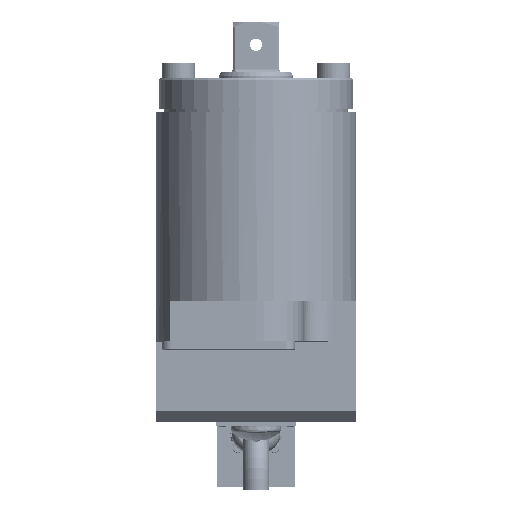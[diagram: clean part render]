
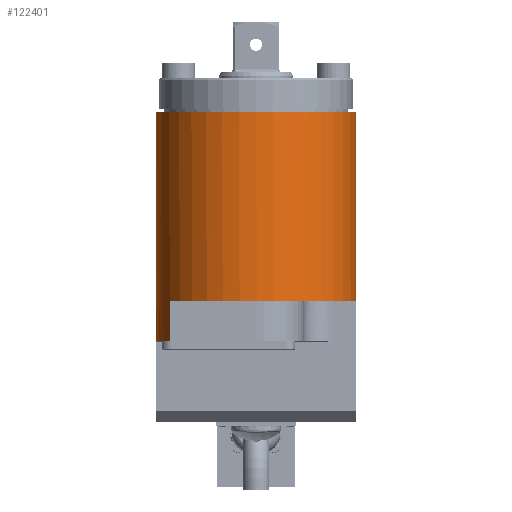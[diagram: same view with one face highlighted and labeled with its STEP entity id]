
A CAD part, left-side view. The second image highlights one B-rep face of the part: STEP entity #122401.
In plain terms, the highlighted cylindrical face has radius 54.5 mm (diameter 109 mm), a partial arc.
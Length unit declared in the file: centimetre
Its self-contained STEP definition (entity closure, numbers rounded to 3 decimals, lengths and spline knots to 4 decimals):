
#11983=LINE('',#212357,#20771);
#11997=LINE('',#212407,#20785);
#11999=LINE('',#212444,#20787);
#20771=VECTOR('',#153834,10.2);
#20785=VECTOR('',#153876,12.4);
#20787=VECTOR('',#153916,2.2);
#27697=CYLINDRICAL_SURFACE('',#132538,5.45);
#31086=FACE_OUTER_BOUND('',#37978,.T.);
#37978=EDGE_LOOP('',(#93502,#93503,#93504,#93505,#93506,#93507));
#45371=CIRCLE('',#132527,5.45);
#45382=CIRCLE('',#132539,5.45);
#45383=CIRCLE('',#132540,5.45);
#53087=VERTEX_POINT('',#212354);
#53088=VERTEX_POINT('',#212356);
#53109=VERTEX_POINT('',#212404);
#53110=VERTEX_POINT('',#212406);
#53125=VERTEX_POINT('',#212440);
#53126=VERTEX_POINT('',#212442);
#67841=EDGE_CURVE('',#53087,#53088,#11983,.T.);
#67866=EDGE_CURVE('',#53110,#53109,#11997,.T.);
#67872=EDGE_CURVE('',#53087,#53110,#45371,.T.);
#67883=EDGE_CURVE('',#53088,#53125,#45382,.T.);
#67884=EDGE_CURVE('',#53126,#53109,#45383,.T.);
#67885=EDGE_CURVE('',#53125,#53126,#11999,.T.);
#93502=ORIENTED_EDGE('',*,*,#67883,.F.);
#93503=ORIENTED_EDGE('',*,*,#67841,.F.);
#93504=ORIENTED_EDGE('',*,*,#67872,.T.);
#93505=ORIENTED_EDGE('',*,*,#67866,.T.);
#93506=ORIENTED_EDGE('',*,*,#67884,.F.);
#93507=ORIENTED_EDGE('',*,*,#67885,.F.);
#122401=ADVANCED_FACE('',(#31086),#27697,.T.);
#132527=AXIS2_PLACEMENT_3D('',#212418,#153888,#153889);
#132538=AXIS2_PLACEMENT_3D('',#212439,#153910,#153911);
#132539=AXIS2_PLACEMENT_3D('',#212441,#153912,#153913);
#132540=AXIS2_PLACEMENT_3D('',#212443,#153914,#153915);
#153834=DIRECTION('',(0.,0.,-1.));
#153876=DIRECTION('',(0.,0.,-1.));
#153888=DIRECTION('center_axis',(0.,0.,
-1.));
#153889=DIRECTION('ref_axis',(0.,-1.,0.));
#153910=DIRECTION('center_axis',(0.,0.,
-1.));
#153911=DIRECTION('ref_axis',(-1.,0.,0.));
#153912=DIRECTION('center_axis',(0.,0.,
-1.));
#153913=DIRECTION('ref_axis',(0.,-1.,0.));
#153914=DIRECTION('center_axis',(0.,0.,
-1.));
#153915=DIRECTION('ref_axis',(-0.514,0.858,0.));
#153916=DIRECTION('',(0.,0.,-1.));
#212354=CARTESIAN_POINT('',(-4.9,-5.45,11.3));
#212356=CARTESIAN_POINT('',(-4.9,-5.45,1.1));
#212357=CARTESIAN_POINT('',(-4.9,-5.45,11.3));
#212404=CARTESIAN_POINT('',(-4.9,5.45,-1.1));
#212406=CARTESIAN_POINT('',(-4.9,5.45,11.3));
#212407=CARTESIAN_POINT('',(-4.9,5.45,11.3));
#212418=CARTESIAN_POINT('Origin',(-4.9,0.,
11.3));
#212439=CARTESIAN_POINT('Origin',(-4.9,0.,
11.3));
#212440=CARTESIAN_POINT('',(-7.7,4.6757,1.1));
#212441=CARTESIAN_POINT('Origin',(-4.9,0.,
1.1));
#212442=CARTESIAN_POINT('',(-7.7,4.6757,-1.1));
#212443=CARTESIAN_POINT('Origin',(-4.9,0.,
-1.1));
#212444=CARTESIAN_POINT('',(-7.7,4.6757,1.1));
